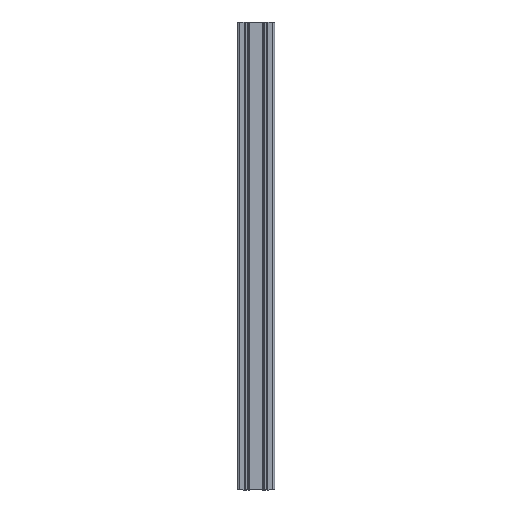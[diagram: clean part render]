
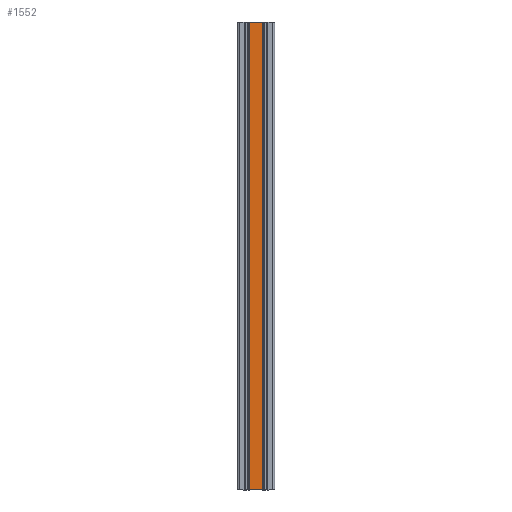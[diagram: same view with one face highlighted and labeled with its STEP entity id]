
A CAD part, left-side view. The second image highlights one B-rep face of the part: STEP entity #1552.
In plain terms, the highlighted planar face has unit normal (-1, 0, 0).
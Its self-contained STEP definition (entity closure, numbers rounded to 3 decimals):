
#1552=ADVANCED_FACE('',(#3651),#3653,.F.);
#3651=FACE_BOUND('',#3652,.T.);
#3652=EDGE_LOOP('',(#5548,#5549,#5550,#5551));
#3653=PLANE('',#3654);
#3654=AXIS2_PLACEMENT_3D('',#3655,#3656,#3657);
#3655=CARTESIAN_POINT('',(-59.487,0.,1000.));
#3656=DIRECTION('',(1.,0.,0.));
#3657=DIRECTION('',(0.,0.707,-0.707));
#5548=ORIENTED_EDGE('',*,*,#6441,.T.);
#5549=ORIENTED_EDGE('',*,*,#6666,.T.);
#5550=ORIENTED_EDGE('',*,*,#6029,.F.);
#5551=ORIENTED_EDGE('',*,*,#6665,.T.);
#6029=EDGE_CURVE('',#6900,#6902,#6903,.T.);
#6441=EDGE_CURVE('',#7701,#7699,#7702,.T.);
#6665=EDGE_CURVE('',#6900,#7701,#7988,.T.);
#6666=EDGE_CURVE('',#7699,#6902,#7989,.T.);
#6900=VERTEX_POINT('',#8391);
#6902=VERTEX_POINT('',#8396);
#6903=LINE('',#8397,#8398);
#7699=VERTEX_POINT('',#10219);
#7701=VERTEX_POINT('',#10224);
#7702=LINE('',#10225,#10226);
#7988=LINE('',#10995,#10996);
#7989=LINE('',#10998,#10999);
#8391=CARTESIAN_POINT('',(-59.487,-25.4,1000.));
#8396=CARTESIAN_POINT('',(-59.487,-54.6,1000.));
#8397=CARTESIAN_POINT('',(-59.487,-25.4,1000.));
#8398=VECTOR('',#8399,1.);
#8399=DIRECTION('',(0.,-1.,0.));
#10219=CARTESIAN_POINT('',(-59.487,-54.6,0.));
#10224=CARTESIAN_POINT('',(-59.487,-25.4,0.));
#10225=CARTESIAN_POINT('',(-59.487,-25.4,0.));
#10226=VECTOR('',#10227,1.);
#10227=DIRECTION('',(0.,-1.,0.));
#10995=CARTESIAN_POINT('',(-59.487,-25.4,1000.));
#10996=VECTOR('',#10997,1.);
#10997=DIRECTION('',(0.,0.,-1.));
#10998=CARTESIAN_POINT('',(-59.487,-54.6,0.));
#10999=VECTOR('',#11000,1.);
#11000=DIRECTION('',(0.,0.,1.));
